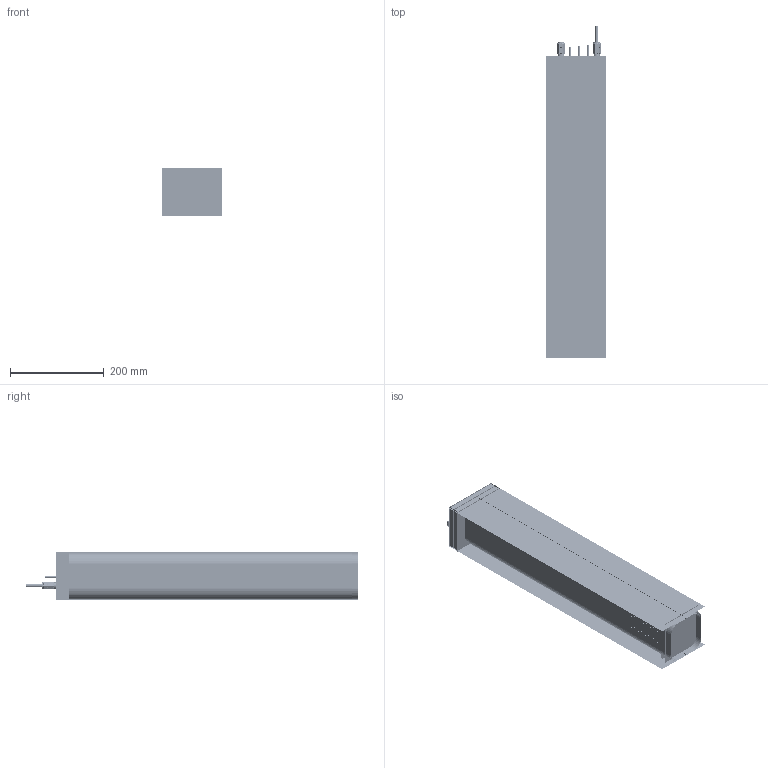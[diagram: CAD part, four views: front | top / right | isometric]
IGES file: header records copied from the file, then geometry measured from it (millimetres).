
Start section:  PTC IGES file: newcase_cp_ver_asm.igs
Global section: file name: newcase_cp_ver_asm.igs; native system: Pro/ENGINEER by Parametric Technology Corporation; preprocessor: 2004090; author: ghiorso; organization: Unknown; date: 050622.164844; units: inch
Bounding box: 129.09 x 707.43 x 102.97 mm (x, y, z)
Volume: 4734876.2 mm3; surface area: 5761859.1 mm2
Topology: 68 solids, 91 shells, 5896 faces, 29061 edges, 36941 vertices
Faces by surface type: revolution 3500, bspline 2396
